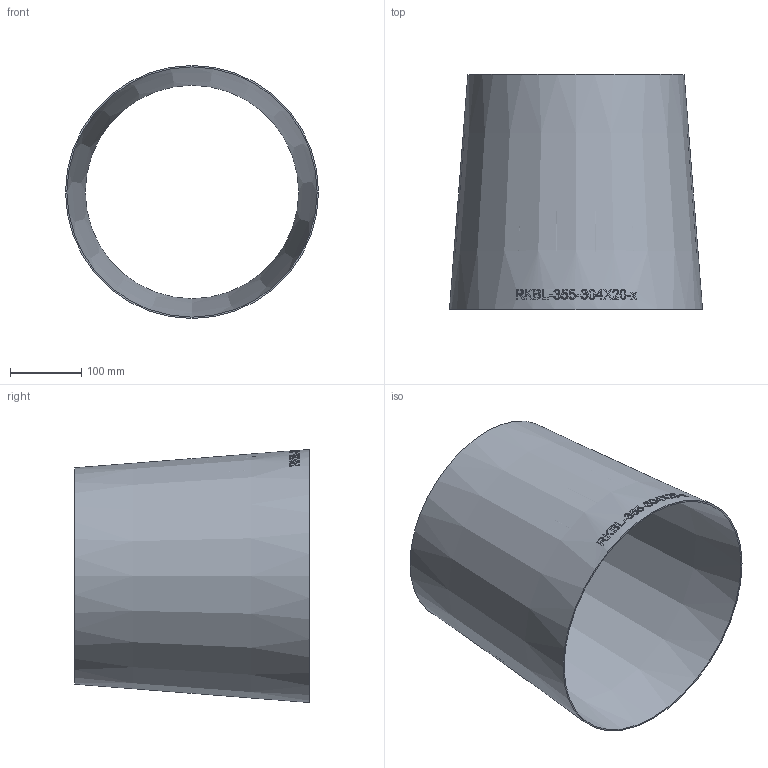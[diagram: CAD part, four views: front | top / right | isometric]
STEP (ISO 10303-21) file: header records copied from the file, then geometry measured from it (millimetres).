
FILE_DESCRIPTION (( 'STEP AP214' ), '1' );
FILE_NAME ('RKBL-355-304X20-x Reduzierung aus Blech ISO-sonstige 2007.STEP', '2020-07-14T13:40:40', ( '' ), ( '' ), 'SwSTEP 2.0', 'SolidWorks 2019', '' );
FILE_SCHEMA (( 'AUTOMOTIVE_DESIGN' ));
Length unit declared in the file: millimetre
Products named in the file (1): RKBL-355-304X20-x Reduzierung aus Blech ISO-sonstige 2007
Bounding box: 355.6 x 330 x 355.6 mm (x, y, z)
Volume: 679461.5 mm3; surface area: 685867 mm2
Topology: 1 solids, 1 shells, 239 faces, 642 edges, 428 vertices
Faces by surface type: bspline 212, cone 25, plane 2
Entity records: 39886 total; most frequent: CARTESIAN_POINT 33235, ORIENTED_EDGE 1280, EDGE_CURVE 640, B_SPLINE_CURVE_WITH_KNOTS 636, VERTEX_POINT 428, EDGE_LOOP 266, FACE_OUTER_BOUND 239, ADVANCED_FACE 239
